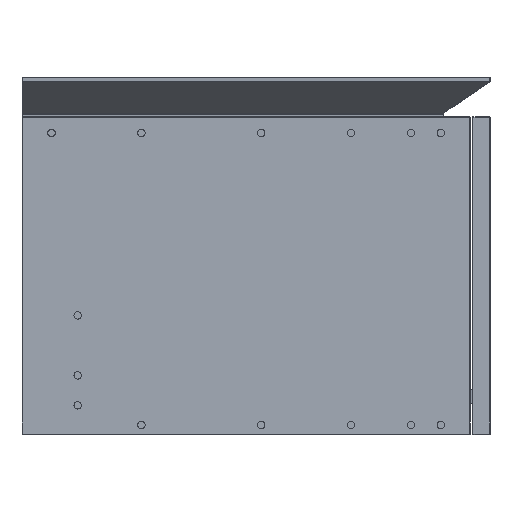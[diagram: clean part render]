
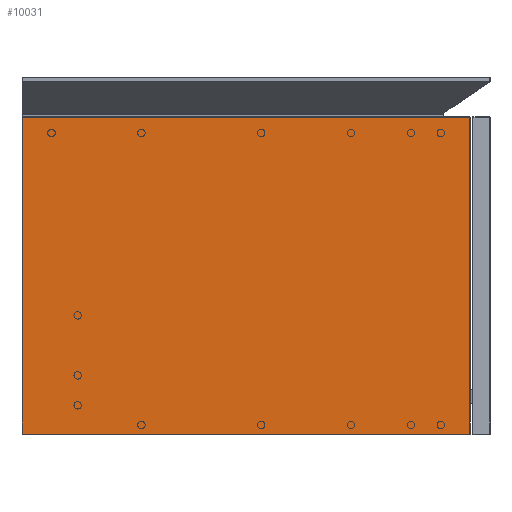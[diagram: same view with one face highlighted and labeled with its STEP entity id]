
A CAD part, left-side view. The second image highlights one B-rep face of the part: STEP entity #10031.
In plain terms, the highlighted planar face has unit normal (-1, 0, 0).
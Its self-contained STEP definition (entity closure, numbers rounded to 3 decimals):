
#9822=CARTESIAN_POINT('',(-2448.067,5044.305,-0.8));
#9823=VERTEX_POINT('',#9822);
#9830=CARTESIAN_POINT('',(-2448.067,4566.436,-0.8));
#9831=VERTEX_POINT('',#9830);
#9832=CARTESIAN_POINT('',(-2448.067,5044.305,-0.8));
#9833=DIRECTION('',(0.0,-1.0,0.0));
#9834=VECTOR('',#9833,477.869);
#9835=LINE('',#9832,#9834);
#9836=EDGE_CURVE('',#9823,#9831,#9835,.T.);
#9852=CARTESIAN_POINT('',(-2448.067,4566.436,-339.2));
#9853=VERTEX_POINT('',#9852);
#9854=CARTESIAN_POINT('',(-2448.067,5044.305,-339.2));
#9855=VERTEX_POINT('',#9854);
#9856=CARTESIAN_POINT('',(-2448.067,4566.436,-339.2));
#9857=DIRECTION('',(0.0,1.0,0.0));
#9858=VECTOR('',#9857,477.869);
#9859=LINE('',#9856,#9858);
#9860=EDGE_CURVE('',#9853,#9855,#9859,.T.);
#9883=CARTESIAN_POINT('',(-2448.067,4566.105,-338.869));
#9884=VERTEX_POINT('',#9883);
#9885=CARTESIAN_POINT('',(-2448.067,4566.105,-338.869));
#9886=DIRECTION('',(0.0,0.707,-0.707));
#9887=VECTOR('',#9886,0.469);
#9888=LINE('',#9885,#9887);
#9889=EDGE_CURVE('',#9884,#9853,#9888,.T.);
#9914=CARTESIAN_POINT('',(-2448.067,4566.105,-1.131));
#9915=VERTEX_POINT('',#9914);
#9916=CARTESIAN_POINT('',(-2448.067,4566.105,-1.131));
#9917=DIRECTION('',(0.0,0.0,-1.0));
#9918=VECTOR('',#9917,337.737);
#9919=LINE('',#9916,#9918);
#9920=EDGE_CURVE('',#9915,#9884,#9919,.T.);
#9945=CARTESIAN_POINT('',(-2448.067,4566.436,-0.8));
#9946=DIRECTION('',(0.0,-0.707,-0.707));
#9947=VECTOR('',#9946,0.469);
#9948=LINE('',#9945,#9947);
#9949=EDGE_CURVE('',#9831,#9915,#9948,.T.);
#10013=CARTESIAN_POINT('',(-2448.067,4805.205,-0.799));
#10014=DIRECTION('',(-1.0,0.0,0.0));
#10015=DIRECTION('',(0.0,0.0,1.0));
#10016=AXIS2_PLACEMENT_3D('',#10013,#10014,#10015);
#10017=PLANE('',#10016);
#10018=ORIENTED_EDGE('',*,*,#9836,.F.);
#10019=CARTESIAN_POINT('',(-2448.067,5044.305,-339.2));
#10020=DIRECTION('',(0.0,0.0,1.0));
#10021=VECTOR('',#10020,338.4);
#10022=LINE('',#10019,#10021);
#10023=EDGE_CURVE('',#9855,#9823,#10022,.T.);
#10024=ORIENTED_EDGE('',*,*,#10023,.F.);
#10025=ORIENTED_EDGE('',*,*,#9860,.F.);
#10026=ORIENTED_EDGE('',*,*,#9889,.F.);
#10027=ORIENTED_EDGE('',*,*,#9920,.F.);
#10028=ORIENTED_EDGE('',*,*,#9949,.F.);
#10029=EDGE_LOOP('',(#10018,#10024,#10025,#10026,#10027,#10028));
#10030=FACE_OUTER_BOUND('',#10029,.T.);
#10031=ADVANCED_FACE('',(#10030),#10017,.T.);
